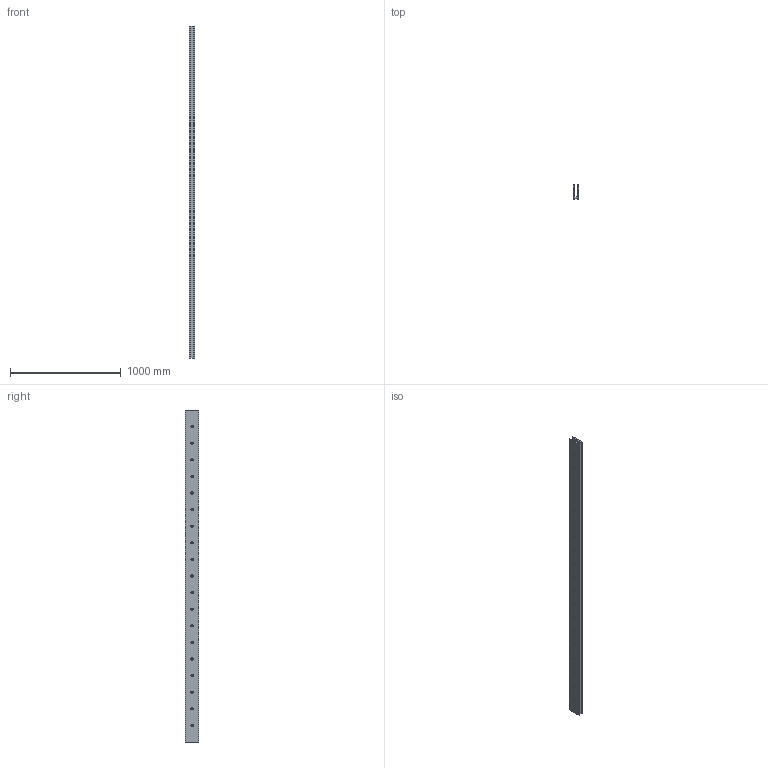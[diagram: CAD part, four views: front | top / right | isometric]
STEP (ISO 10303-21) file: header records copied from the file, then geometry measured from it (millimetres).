
FILE_DESCRIPTION (( 'STEP AP203' ), '1' );
FILE_NAME ('80600-ALU-3M.STEP', '2018-11-19T09:08:02', ( '' ), ( '' ), 'SwSTEP 2.0', 'SolidWorks 2015', '' );
FILE_SCHEMA (( 'CONFIG_CONTROL_DESIGN' ));
Length unit declared in the file: millimetre
Products named in the file (1): 80600-ALU-3M
Bounding box: 47 x 125 x 3000 mm (x, y, z)
Volume: 8226724.1 mm3; surface area: 1688375.1 mm2
Topology: 1 solids, 1 shells, 437 faces, 1139 edges, 734 vertices
Faces by surface type: plane 152, cylinder 125, bspline 122, cone 38
Entity records: 20364 total; most frequent: CARTESIAN_POINT 10349, ORIENTED_EDGE 2278, DIRECTION 1625, EDGE_CURVE 1139, VERTEX_POINT 734, LINE 645, VECTOR 645, EDGE_LOOP 543
